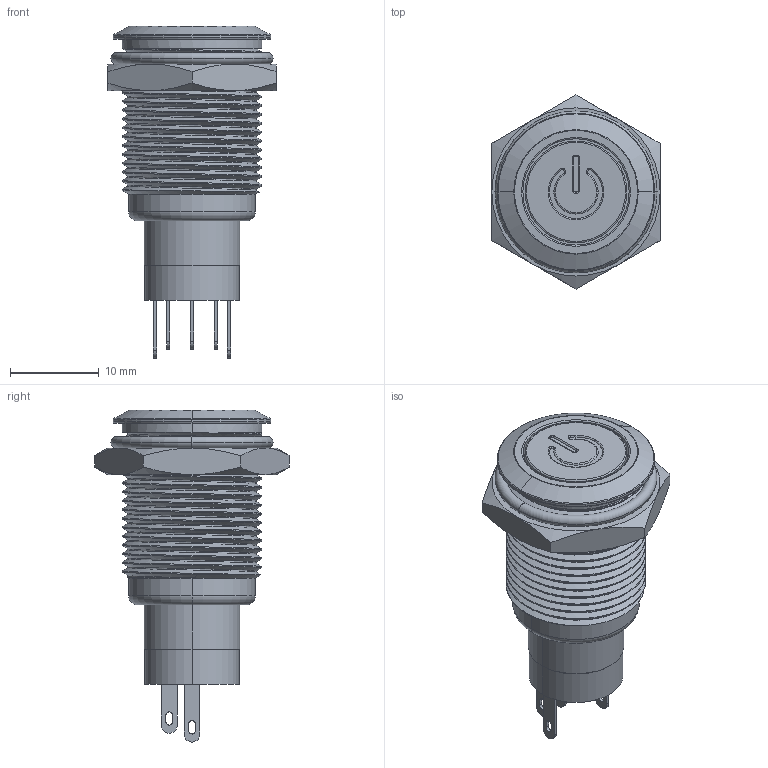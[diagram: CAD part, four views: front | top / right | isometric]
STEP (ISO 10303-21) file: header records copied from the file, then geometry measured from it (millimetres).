
FILE_DESCRIPTION (( 'STEP AP214' ), '1' );
FILE_NAME ('Metal LED Illuminated Latching 16mm Power Push Button ON-OFF Switch 12V.STEP', '2017-08-26T08:56:22', ( 'Serj-777' ), ( '' ), 'SwSTEP 2.0', 'SolidWorks 2016', '' );
FILE_SCHEMA (( 'AUTOMOTIVE_DESIGN' ));
Length unit declared in the file: millimetre
Products named in the file (2): Metal LED Illuminated Latching 16mm Power Push Button ON-OFF Switch 12V
Bounding box: 19 x 21.94 x 37.5 mm (x, y, z)
Volume: 5208.5 mm3; surface area: 3425.9 mm2
Topology: 8 solids, 8 shells, 184 faces, 451 edges, 290 vertices
Faces by surface type: cylinder 76, plane 54, torus 31, cone 20, bspline 3
Entity records: 10347 total; most frequent: CARTESIAN_POINT 5281, ORIENTED_EDGE 900, DIRECTION 893, EDGE_CURVE 450, AXIS2_PLACEMENT_3D 361, VERTEX_POINT 288, EDGE_LOOP 204, FACE_OUTER_BOUND 184
